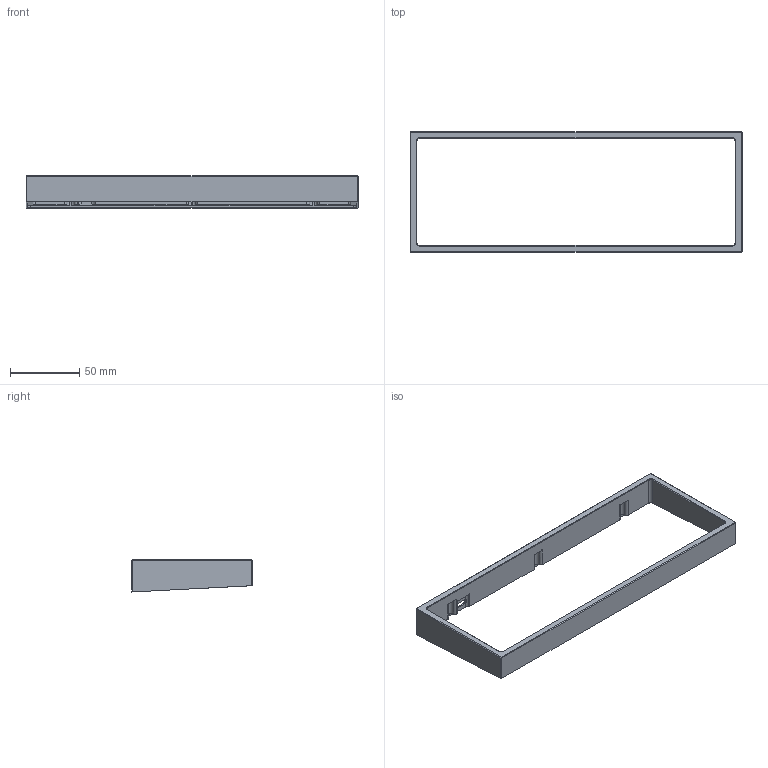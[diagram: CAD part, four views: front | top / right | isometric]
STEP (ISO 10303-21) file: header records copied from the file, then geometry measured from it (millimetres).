
FILE_DESCRIPTION(/* description */ (''),/* implementation_level */ '2;1');
FILE_NAME(/* name */ 'Gridiron-Top.step',/* time_stamp */ '2022-01-23T20:24:33-05:00',/* author */ (''),/* organization */ (''),/* preprocessor_version */ 'ST-DEVELOPER v18.1',/* originating_system */ 'Autodesk Translation Framework v10.13.0.1454',/* authorisation */ '');
FILE_SCHEMA (('AUTOMOTIVE_DESIGN { 1 0 10303 214 3 1 1 }'));
Length unit declared in the file: millimetre
Products named in the file (1): Gridiron-Top
Bounding box: 239 x 87 x 23.06 mm (x, y, z)
Volume: 58488.5 mm3; surface area: 32730.1 mm2
Topology: 1 solids, 1 shells, 142 faces, 377 edges, 239 vertices
Faces by surface type: plane 60, cylinder 59, cone 17, bspline 6
Full cylindrical faces by diameter (mm): 1.623 x9
Entity records: 4412 total; most frequent: CARTESIAN_POINT 856, DIRECTION 744, ORIENTED_EDGE 728, EDGE_CURVE 364, AXIS2_PLACEMENT_3D 259, VERTEX_POINT 239, LINE 226, VECTOR 226
